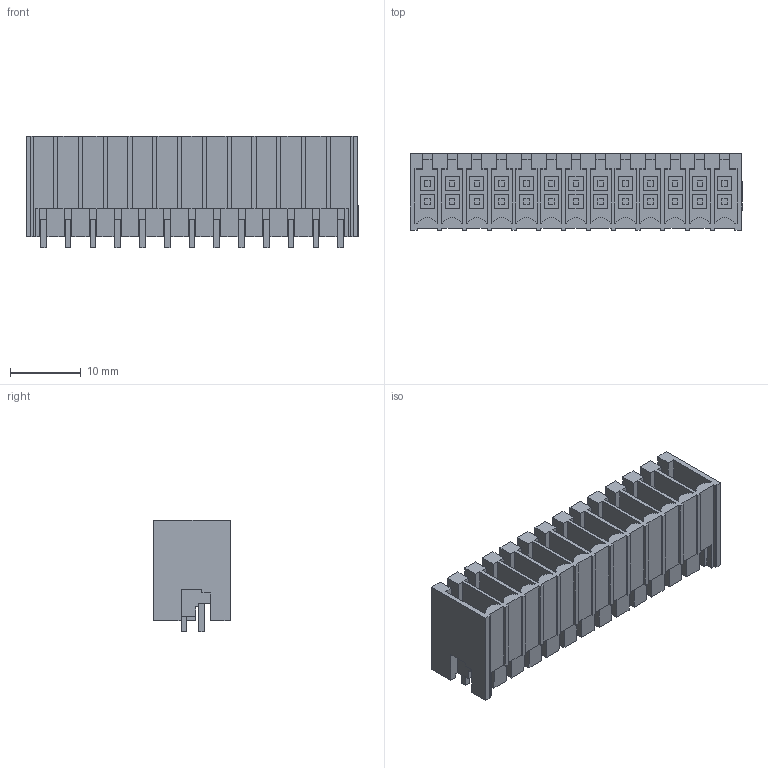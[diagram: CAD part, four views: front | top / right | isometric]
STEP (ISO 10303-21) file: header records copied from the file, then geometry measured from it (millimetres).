
FILE_DESCRIPTION(('CATIA V5 STEP Exchange','CAx-IF Rec.Pracs.--- Model Styling and Organization---1.2---2011-12-15'),'2;1');
FILE_NAME ('D1450734_0', '2018-03-29T12:02:13+00:00', ('none'), ('Weidmueller'), 'CATIA Version 5-6 Release 2014', 'CATIA V5 STEP AP214', 'none');
FILE_SCHEMA(('AUTOMOTIVE_DESIGN { 1 0 10303 214 1 1 1 1 }'));
Length unit declared in the file: millimetre
Products named in the file (1): 1290530000
Bounding box: 46.9 x 10.8 x 15.7 mm (x, y, z)
Volume: 3727.1 mm3; surface area: 8017.5 mm2
Topology: 27 solids, 27 shells, 894 faces, 2603 edges, 1801 vertices
Faces by surface type: plane 868, cylinder 26
Entity records: 26810 total; most frequent: ORIENTED_EDGE 5206, CARTESIAN_POINT 4807, DIRECTION 3407, EDGE_CURVE 2603, VECTOR 2551, LINE 2551, VERTEX_POINT 1801, EDGE_LOOP 984
